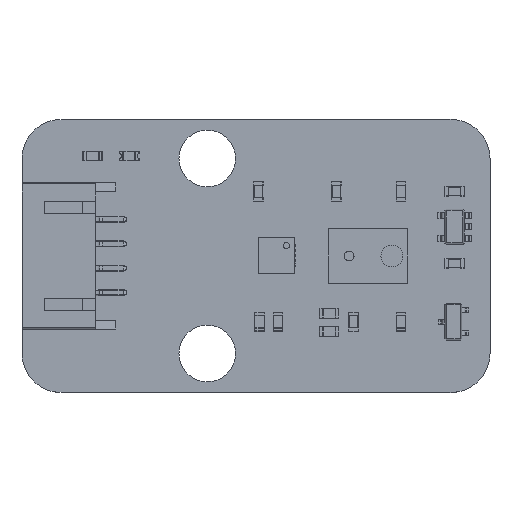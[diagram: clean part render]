
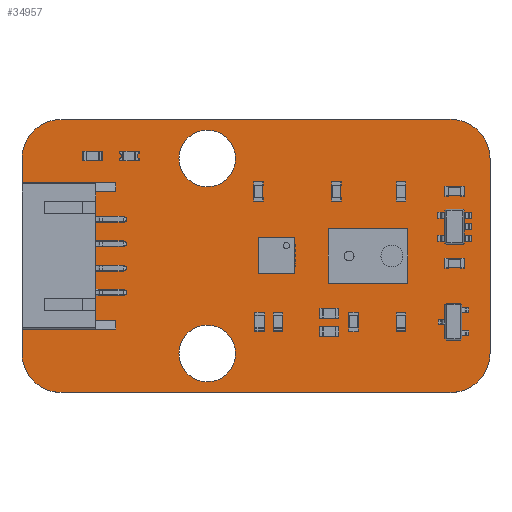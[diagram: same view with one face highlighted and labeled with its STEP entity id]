
A CAD part, top view. The second image highlights one B-rep face of the part: STEP entity #34957.
In plain terms, the highlighted planar face has unit normal (0, 0, 1).
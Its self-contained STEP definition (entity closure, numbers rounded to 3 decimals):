
#34786 = VERTEX_POINT('',#34787);
#34787 = CARTESIAN_POINT('',(225.3,-132.5,1.6));
#34793 = EDGE_CURVE('',#34786,#34794,#34796,.T.);
#34794 = VERTEX_POINT('',#34795);
#34795 = CARTESIAN_POINT('',(228.5,-135.7,1.6));
#34796 = CIRCLE('',#34797,3.2);
#34797 = AXIS2_PLACEMENT_3D('',#34798,#34799,#34800);
#34798 = CARTESIAN_POINT('',(225.3,-135.7,1.6));
#34799 = DIRECTION('',(0.,0.,-1.));
#34800 = DIRECTION('',(0.,1.,0.));
#34828 = VERTEX_POINT('',#34829);
#34829 = CARTESIAN_POINT('',(193.3,-132.5,1.6));
#34835 = EDGE_CURVE('',#34828,#34786,#34836,.T.);
#34836 = LINE('',#34837,#34838);
#34837 = CARTESIAN_POINT('',(193.3,-132.5,1.6));
#34838 = VECTOR('',#34839,1.);
#34839 = DIRECTION('',(1.,0.,0.));
#34857 = EDGE_CURVE('',#34794,#34858,#34860,.T.);
#34858 = VERTEX_POINT('',#34859);
#34859 = CARTESIAN_POINT('',(228.5,-151.7,1.6));
#34860 = LINE('',#34861,#34862);
#34861 = CARTESIAN_POINT('',(228.5,-135.7,1.6));
#34862 = VECTOR('',#34863,1.);
#34863 = DIRECTION('',(0.,-1.,0.));
#34957 = ADVANCED_FACE('',(#34958,#35004,#35015),#35026,.T.);
#34958 = FACE_BOUND('',#34959,.T.);
#34959 = EDGE_LOOP('',(#34960,#34961,#34962,#34971,#34979,#34988,#34996,
    #35003));
#34960 = ORIENTED_EDGE('',*,*,#34793,.F.);
#34961 = ORIENTED_EDGE('',*,*,#34835,.F.);
#34962 = ORIENTED_EDGE('',*,*,#34963,.F.);
#34963 = EDGE_CURVE('',#34964,#34828,#34966,.T.);
#34964 = VERTEX_POINT('',#34965);
#34965 = CARTESIAN_POINT('',(190.1,-135.7,1.6));
#34966 = CIRCLE('',#34967,3.2);
#34967 = AXIS2_PLACEMENT_3D('',#34968,#34969,#34970);
#34968 = CARTESIAN_POINT('',(193.3,-135.7,1.6));
#34969 = DIRECTION('',(0.,0.,-1.));
#34970 = DIRECTION('',(-1.,0.,-0.));
#34971 = ORIENTED_EDGE('',*,*,#34972,.F.);
#34972 = EDGE_CURVE('',#34973,#34964,#34975,.T.);
#34973 = VERTEX_POINT('',#34974);
#34974 = CARTESIAN_POINT('',(190.1,-151.7,1.6));
#34975 = LINE('',#34976,#34977);
#34976 = CARTESIAN_POINT('',(190.1,-151.7,1.6));
#34977 = VECTOR('',#34978,1.);
#34978 = DIRECTION('',(0.,1.,0.));
#34979 = ORIENTED_EDGE('',*,*,#34980,.F.);
#34980 = EDGE_CURVE('',#34981,#34973,#34983,.T.);
#34981 = VERTEX_POINT('',#34982);
#34982 = CARTESIAN_POINT('',(193.3,-154.9,1.6));
#34983 = CIRCLE('',#34984,3.2);
#34984 = AXIS2_PLACEMENT_3D('',#34985,#34986,#34987);
#34985 = CARTESIAN_POINT('',(193.3,-151.7,1.6));
#34986 = DIRECTION('',(0.,0.,-1.));
#34987 = DIRECTION('',(0.,-1.,0.));
#34988 = ORIENTED_EDGE('',*,*,#34989,.F.);
#34989 = EDGE_CURVE('',#34990,#34981,#34992,.T.);
#34990 = VERTEX_POINT('',#34991);
#34991 = CARTESIAN_POINT('',(225.3,-154.9,1.6));
#34992 = LINE('',#34993,#34994);
#34993 = CARTESIAN_POINT('',(225.3,-154.9,1.6));
#34994 = VECTOR('',#34995,1.);
#34995 = DIRECTION('',(-1.,0.,0.));
#34996 = ORIENTED_EDGE('',*,*,#34997,.F.);
#34997 = EDGE_CURVE('',#34858,#34990,#34998,.T.);
#34998 = CIRCLE('',#34999,3.2);
#34999 = AXIS2_PLACEMENT_3D('',#35000,#35001,#35002);
#35000 = CARTESIAN_POINT('',(225.3,-151.7,1.6));
#35001 = DIRECTION('',(0.,0.,-1.));
#35002 = DIRECTION('',(1.,0.,0.));
#35003 = ORIENTED_EDGE('',*,*,#34857,.F.);
#35004 = FACE_BOUND('',#35005,.T.);
#35005 = EDGE_LOOP('',(#35006));
#35006 = ORIENTED_EDGE('',*,*,#35007,.T.);
#35007 = EDGE_CURVE('',#35008,#35008,#35010,.T.);
#35008 = VERTEX_POINT('',#35009);
#35009 = CARTESIAN_POINT('',(205.3,-154.025,1.6));
#35010 = CIRCLE('',#35011,2.325);
#35011 = AXIS2_PLACEMENT_3D('',#35012,#35013,#35014);
#35012 = CARTESIAN_POINT('',(205.3,-151.7,1.6));
#35013 = DIRECTION('',(-0.,0.,-1.));
#35014 = DIRECTION('',(-0.,-1.,0.));
#35015 = FACE_BOUND('',#35016,.T.);
#35016 = EDGE_LOOP('',(#35017));
#35017 = ORIENTED_EDGE('',*,*,#35018,.T.);
#35018 = EDGE_CURVE('',#35019,#35019,#35021,.T.);
#35019 = VERTEX_POINT('',#35020);
#35020 = CARTESIAN_POINT('',(205.3,-138.025,1.6));
#35021 = CIRCLE('',#35022,2.325);
#35022 = AXIS2_PLACEMENT_3D('',#35023,#35024,#35025);
#35023 = CARTESIAN_POINT('',(205.3,-135.7,1.6));
#35024 = DIRECTION('',(-0.,0.,-1.));
#35025 = DIRECTION('',(-0.,-1.,0.));
#35026 = PLANE('',#35027);
#35027 = AXIS2_PLACEMENT_3D('',#35028,#35029,#35030);
#35028 = CARTESIAN_POINT('',(0.,0.,1.6));
#35029 = DIRECTION('',(0.,0.,1.));
#35030 = DIRECTION('',(1.,0.,-0.));
